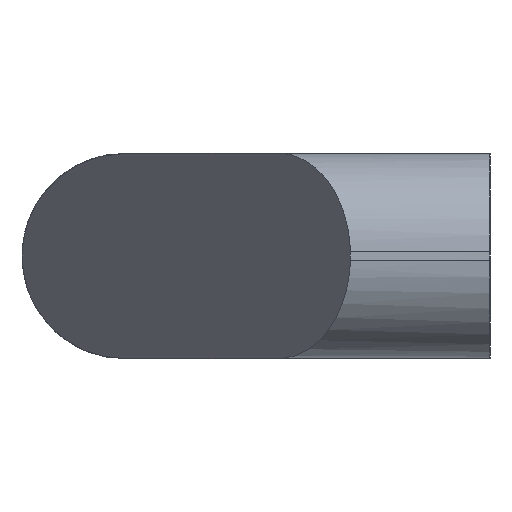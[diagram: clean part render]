
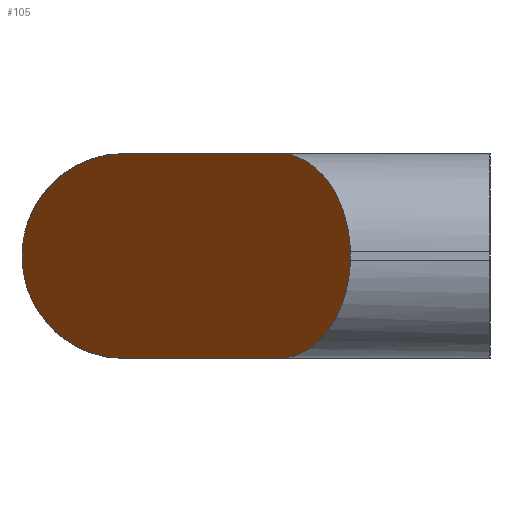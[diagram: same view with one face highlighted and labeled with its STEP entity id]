
A CAD part, left-side view. The second image highlights one B-rep face of the part: STEP entity #105.
In plain terms, the highlighted planar face has unit normal (-0.574, 0.819, 0).
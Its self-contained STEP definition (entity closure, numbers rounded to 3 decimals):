
#105 = ADVANCED_FACE( '', ( #176 ), #177, .T. );
#176 = FACE_OUTER_BOUND( '', #254, .T. );
#177 = PLANE( '', #255 );
#254 = EDGE_LOOP( '', ( #487, #488, #489, #490, #491, #492, #493, #494, #495, #496 ) );
#255 = AXIS2_PLACEMENT_3D( '', #497, #498, #499 );
#487 = ORIENTED_EDGE( '', *, *, #598, .T. );
#488 = ORIENTED_EDGE( '', *, *, #626, .T. );
#489 = ORIENTED_EDGE( '', *, *, #627, .T. );
#490 = ORIENTED_EDGE( '', *, *, #621, .T. );
#491 = ORIENTED_EDGE( '', *, *, #611, .T. );
#492 = ORIENTED_EDGE( '', *, *, #619, .F. );
#493 = ORIENTED_EDGE( '', *, *, #616, .T. );
#494 = ORIENTED_EDGE( '', *, *, #628, .F. );
#495 = ORIENTED_EDGE( '', *, *, #608, .T. );
#496 = ORIENTED_EDGE( '', *, *, #610, .T. );
#497 = CARTESIAN_POINT( '', ( 75.692, 70., 12.501 ) );
#498 = DIRECTION( '', ( -0.574, 0.819, 0. ) );
#499 = DIRECTION( '', ( 0.819, 0.574, 0. ) );
#598 = EDGE_CURVE( '', #715, #713, #716, .T. );
#608 = EDGE_CURVE( '', #732, #730, #733, .T. );
#610 = EDGE_CURVE( '', #730, #715, #735, .T. );
#611 = EDGE_CURVE( '', #736, #737, #738, .T. );
#616 = EDGE_CURVE( '', #747, #744, #748, .T. );
#619 = EDGE_CURVE( '', #747, #737, #752, .T. );
#621 = EDGE_CURVE( '', #754, #736, #755, .T. );
#626 = EDGE_CURVE( '', #713, #762, #763, .T. );
#627 = EDGE_CURVE( '', #762, #754, #764, .T. );
#628 = EDGE_CURVE( '', #732, #744, #765, .T. );
#713 = VERTEX_POINT( '', #871 );
#715 = VERTEX_POINT( '', #873 );
#716 = LINE( '', #874, #875 );
#730 = VERTEX_POINT( '', #896 );
#732 = VERTEX_POINT( '', #899 );
#733 = LINE( '', #900, #901 );
#735 = ELLIPSE( '', #904, 21.776, 12.49 );
#736 = VERTEX_POINT( '', #905 );
#737 = VERTEX_POINT( '', #906 );
#738 = ELLIPSE( '', #907, 15.272, 12.51 );
#744 = VERTEX_POINT( '', #915 );
#747 = VERTEX_POINT( '', #919 );
#748 = ELLIPSE( '', #920, 15.272, 12.51 );
#752 = LINE( '', #925, #926 );
#754 = VERTEX_POINT( '', #929 );
#755 = LINE( '', #930, #931 );
#762 = VERTEX_POINT( '', #941 );
#763 = ELLIPSE( '', #942, 21.776, 12.49 );
#764 = LINE( '', #943, #944 );
#765 = LINE( '', #945, #946 );
#871 = CARTESIAN_POINT( '', ( 57., 56.912, -1.395 ) );
#873 = CARTESIAN_POINT( '', ( 57., 56.912, 1.395 ) );
#874 = CARTESIAN_POINT( '', ( 57., 56.912, 6.251 ) );
#875 = VECTOR( '', #1066, 1. );
#896 = CARTESIAN_POINT( '', ( 39.274, 44.5, 12.49 ) );
#899 = CARTESIAN_POINT( '', ( 39.274, 44.5, 12.501 ) );
#900 = CARTESIAN_POINT( '', ( 39.274, 44.5, 24.996 ) );
#901 = VECTOR( '', #1078, 1. );
#904 = AXIS2_PLACEMENT_3D( '', #1080, #1081, #1082 );
#905 = CARTESIAN_POINT( '', ( 12.026, 25.42, -12.501 ) );
#906 = CARTESIAN_POINT( '', ( 0., 17., -0.5 ) );
#907 = AXIS2_PLACEMENT_3D( '', #1083, #1084, #1085 );
#915 = CARTESIAN_POINT( '', ( 12.026, 25.42, 12.501 ) );
#919 = CARTESIAN_POINT( '', ( 0., 17., 0.5 ) );
#920 = AXIS2_PLACEMENT_3D( '', #1092, #1093, #1094 );
#925 = CARTESIAN_POINT( '', ( 0., 17., 12.501 ) );
#926 = VECTOR( '', #1099, 1. );
#929 = CARTESIAN_POINT( '', ( 39.274, 44.5, -12.501 ) );
#930 = CARTESIAN_POINT( '', ( 75.692, 70., -12.501 ) );
#931 = VECTOR( '', #1101, 1. );
#941 = CARTESIAN_POINT( '', ( 39.274, 44.5, -12.49 ) );
#942 = AXIS2_PLACEMENT_3D( '', #1108, #1109, #1110 );
#943 = CARTESIAN_POINT( '', ( 39.274, 44.5, -12.495 ) );
#944 = VECTOR( '', #1111, 1. );
#945 = CARTESIAN_POINT( '', ( 75.692, 70., 12.501 ) );
#946 = VECTOR( '', #1112, 1. );
#1066 = DIRECTION( '', ( 0., 0., -1. ) );
#1078 = DIRECTION( '', ( 0., 0., -1. ) );
#1080 = CARTESIAN_POINT( '', ( 39.274, 44.5, 0. ) );
#1081 = DIRECTION( '', ( -0.574, 0.819, 0. ) );
#1082 = DIRECTION( '', ( 0.819, 0.574, 0. ) );
#1083 = CARTESIAN_POINT( '', ( 12.5, 25.753, 0. ) );
#1084 = DIRECTION( '', ( -0.574, 0.819, 0. ) );
#1085 = DIRECTION( '', ( -0.819, -0.574, 0. ) );
#1092 = CARTESIAN_POINT( '', ( 12.5, 25.753, 0. ) );
#1093 = DIRECTION( '', ( -0.574, 0.819, 0. ) );
#1094 = DIRECTION( '', ( -0.819, -0.574, 0. ) );
#1099 = DIRECTION( '', ( 0., 0., -1. ) );
#1101 = DIRECTION( '', ( -0.819, -0.574, 0. ) );
#1108 = CARTESIAN_POINT( '', ( 39.274, 44.5, 0. ) );
#1109 = DIRECTION( '', ( -0.574, 0.819, 0. ) );
#1110 = DIRECTION( '', ( 0.819, 0.574, 0. ) );
#1111 = DIRECTION( '', ( 0., 0., -1. ) );
#1112 = DIRECTION( '', ( -0.819, -0.574, 0. ) );
